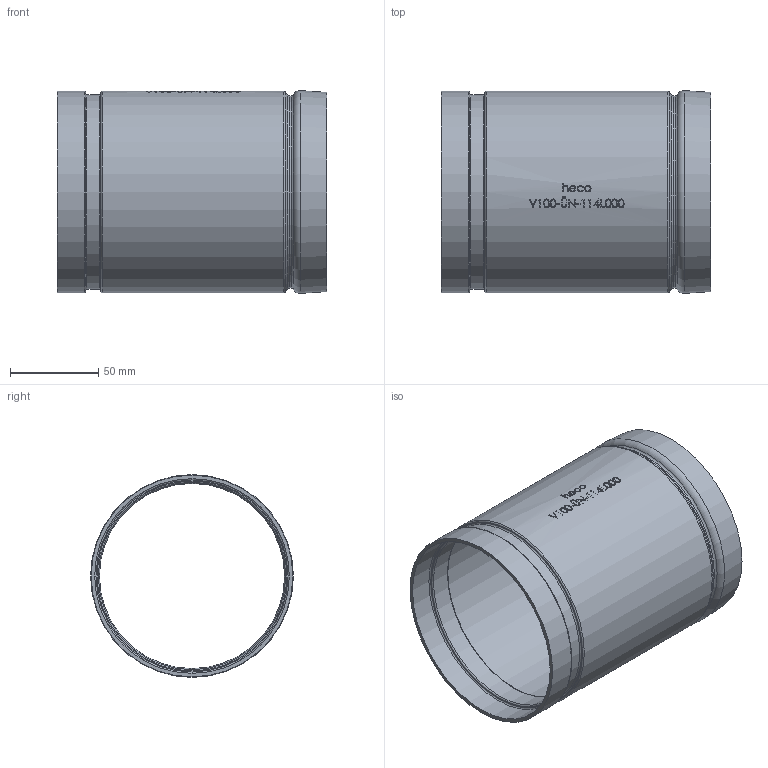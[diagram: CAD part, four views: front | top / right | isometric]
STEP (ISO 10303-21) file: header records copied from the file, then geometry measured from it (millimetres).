
FILE_DESCRIPTION (( 'STEP AP214' ), '1' );
FILE_NAME ('V100-ÜN-114L000-x Typ494W DN100 400 Ø114,3 1812.STEP', '2018-12-20T11:26:48', ( '' ), ( '' ), 'SwSTEP 2.0', 'SolidWorks 2016', '' );
FILE_SCHEMA (( 'AUTOMOTIVE_DESIGN' ));
Length unit declared in the file: inch
Products named in the file (1): V100-ÜN-114L000-x Typ494W DN100 400 Ø114,3 1812
Bounding box: 152.4 x 114.86 x 114.86 mm (x, y, z)
Volume: 111943.7 mm3; surface area: 112273.1 mm2
Topology: 1 solids, 1 shells, 240 faces, 596 edges, 392 vertices
Faces by surface type: bspline 95, plane 88, cylinder 37, torus 16, cone 4
Full cylindrical faces by diameter (mm): 104.841 x1, 106.086 x1, 108.839 x1, 110.084 x1, 110.302 x2, 114.3 x2
Entity records: 14340 total; most frequent: CARTESIAN_POINT 6783, ORIENTED_EDGE 1126, DIRECTION 734, EDGE_CURVE 563, VERTEX_POINT 387, EDGE_LOOP 304, FACE_OUTER_BOUND 264, VECTOR 248
